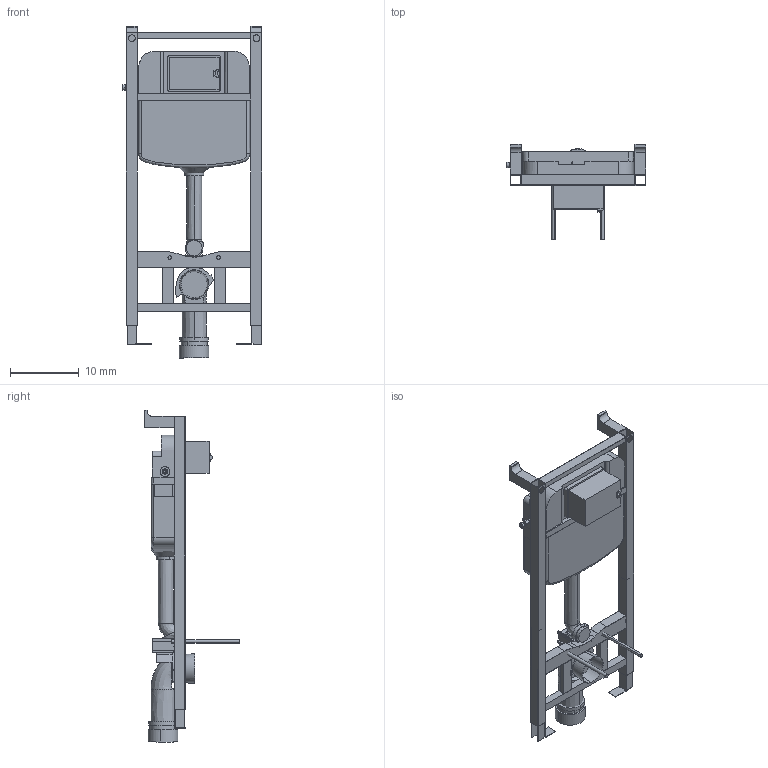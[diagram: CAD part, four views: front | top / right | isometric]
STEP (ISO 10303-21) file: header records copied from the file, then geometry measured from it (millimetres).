
FILE_DESCRIPTION(/* description */ (''),/* implementation_level */ '2;1');
FILE_NAME(/* name */ 'WD1029000000',/* time_stamp */ '2023-07-14T10:41:23+02:00',/* author */ (''),/* organization */ (''),/* preprocessor_version */ 'ST-DEVELOPER v15',/* originating_system */ '',/* authorisation */ '');
FILE_SCHEMA (('AUTOMOTIVE_DESIGN'));
Length unit declared in the file: millimetre
Products named in the file (1): Document
Bounding box: 20.3 x 13.78 x 48.26 mm (x, y, z)
Volume: 1707.3 mm3; surface area: 3886.8 mm2
Topology: 32 solids, 32 shells, 509 faces, 1256 edges, 819 vertices
Faces by surface type: plane 397, bspline 112
Entity records: 16159 total; most frequent: CARTESIAN_POINT 7967, ORIENTED_EDGE 2512, EDGE_CURVE 1256, VERTEX_POINT 819, B_SPLINE_CURVE_WITH_KNOTS 752, EDGE_LOOP 529, ADVANCED_FACE 509, FACE_OUTER_BOUND 509
